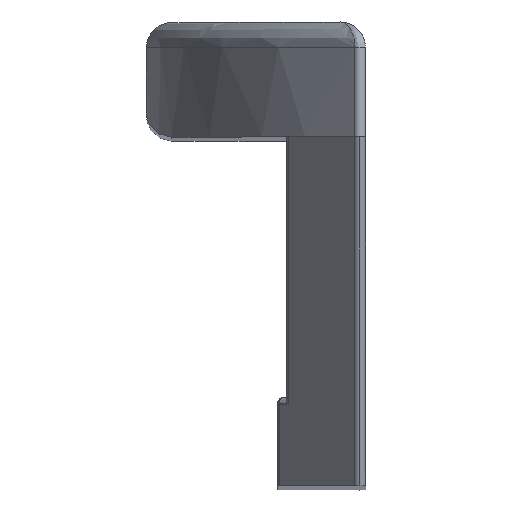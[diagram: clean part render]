
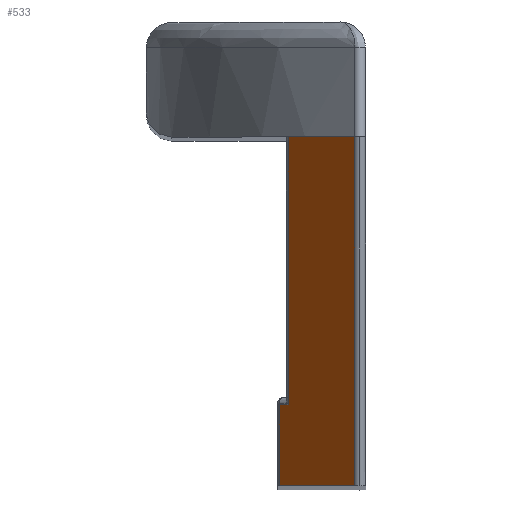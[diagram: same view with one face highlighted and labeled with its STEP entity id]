
A CAD part, top view. The second image highlights one B-rep face of the part: STEP entity #533.
In plain terms, the highlighted planar face has unit normal (-0.717, -0.18, 0.674).
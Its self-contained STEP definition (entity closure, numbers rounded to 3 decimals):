
#28 = CARTESIAN_POINT ( 'NONE',  ( -40.98, -166.095, 573.241 ) ) ;
#147 = CARTESIAN_POINT ( 'NONE',  ( -5.15, -164.499, 611.782 ) ) ;
#177 = DIRECTION ( 'NONE',  ( -0.685, 0., -0.729 ) ) ;
#200 = CARTESIAN_POINT ( 'NONE',  ( -40.98, -165.869, 573.302 ) ) ;
#215 = LINE ( 'NONE', #1486, #779 ) ;
#225 = VECTOR ( 'NONE', #1387, 1000. ) ;
#234 = CARTESIAN_POINT ( 'NONE',  ( -5.15, 0., 655.86 ) ) ;
#235 = DIRECTION ( 'NONE',  ( 0.685, 0., 0.729 ) ) ;
#373 = ORIENTED_EDGE ( 'NONE', *, *, #717, .T. ) ;
#427 = EDGE_CURVE ( 'NONE', #1616, #732, #813, .T. ) ;
#452 = EDGE_CURVE ( 'NONE', #463, #1960, #483, .T. ) ;
#463 = VERTEX_POINT ( 'NONE', #804 ) ;
#483 = LINE ( 'NONE', #1421, #1231 ) ;
#533 = ADVANCED_FACE ( 'NONE', ( #882 ), #913, .F. ) ;
#570 = DIRECTION ( 'NONE',  ( -0.685, 0., -0.729 ) ) ;
#574 = ORIENTED_EDGE ( 'NONE', *, *, #831, .T. ) ;
#636 = CARTESIAN_POINT ( 'NONE',  ( -36.874, -156.063, 580.297 ) ) ;
#717 = EDGE_CURVE ( 'NONE', #463, #1875, #1212, .T. ) ;
#732 = VERTEX_POINT ( 'NONE', #1851 ) ;
#751 = CARTESIAN_POINT ( 'NONE',  ( 0., -165.869, 616.894 ) ) ;
#779 = VECTOR ( 'NONE', #1341, 1000. ) ;
#804 = CARTESIAN_POINT ( 'NONE',  ( -5.15, -165.869, 611.416 ) ) ;
#813 = LINE ( 'NONE', #636, #1866 ) ;
#831 = EDGE_CURVE ( 'NONE', #1056, #1960, #1746, .T. ) ;
#882 = FACE_OUTER_BOUND ( 'NONE', #1356, .T. ) ;
#900 = EDGE_CURVE ( 'NONE', #732, #1056, #215, .T. ) ;
#913 = PLANE ( 'NONE',  #1630 ) ;
#960 = ORIENTED_EDGE ( 'NONE', *, *, #427, .T. ) ;
#1002 = CARTESIAN_POINT ( 'NONE',  ( -22.18, 0., 637.745 ) ) ;
#1056 = VERTEX_POINT ( 'NONE', #1061 ) ;
#1061 = CARTESIAN_POINT ( 'NONE',  ( -40.98, -127.41, 583.607 ) ) ;
#1175 = CARTESIAN_POINT ( 'NONE',  ( -36.874, 0., 622.114 ) ) ;
#1212 = LINE ( 'NONE', #147, #225 ) ;
#1231 = VECTOR ( 'NONE', #177, 1000. ) ;
#1258 = DIRECTION ( 'NONE',  ( 0., -0.966, -0.259 ) ) ;
#1263 = EDGE_CURVE ( 'NONE', #1616, #1875, #1952, .T. ) ;
#1341 = DIRECTION ( 'NONE',  ( -0.685, 0., -0.729 ) ) ;
#1356 = EDGE_LOOP ( 'NONE', ( #1812, #960, #1755, #574, #1802, #373 ) ) ;
#1387 = DIRECTION ( 'NONE',  ( 0., 0.966, 0.259 ) ) ;
#1421 = CARTESIAN_POINT ( 'NONE',  ( 0., -165.869, 616.894 ) ) ;
#1486 = CARTESIAN_POINT ( 'NONE',  ( -46.973, -127.41, 577.232 ) ) ;
#1536 = VECTOR ( 'NONE', #235, 1000. ) ;
#1583 = DIRECTION ( 'NONE',  ( 0., -0.966, -0.259 ) ) ;
#1616 = VERTEX_POINT ( 'NONE', #1175 ) ;
#1630 = AXIS2_PLACEMENT_3D ( 'NONE', #751, #1696, #570 ) ;
#1696 = DIRECTION ( 'NONE',  ( 0.717, 0.181, -0.674 ) ) ;
#1746 = LINE ( 'NONE', #28, #1831 ) ;
#1755 = ORIENTED_EDGE ( 'NONE', *, *, #900, .T. ) ;
#1802 = ORIENTED_EDGE ( 'NONE', *, *, #452, .F. ) ;
#1812 = ORIENTED_EDGE ( 'NONE', *, *, #1263, .F. ) ;
#1831 = VECTOR ( 'NONE', #1583, 1000. ) ;
#1851 = CARTESIAN_POINT ( 'NONE',  ( -36.874, -127.41, 587.975 ) ) ;
#1866 = VECTOR ( 'NONE', #1258, 1000. ) ;
#1875 = VERTEX_POINT ( 'NONE', #234 ) ;
#1952 = LINE ( 'NONE', #1002, #1536 ) ;
#1960 = VERTEX_POINT ( 'NONE', #200 ) ;
